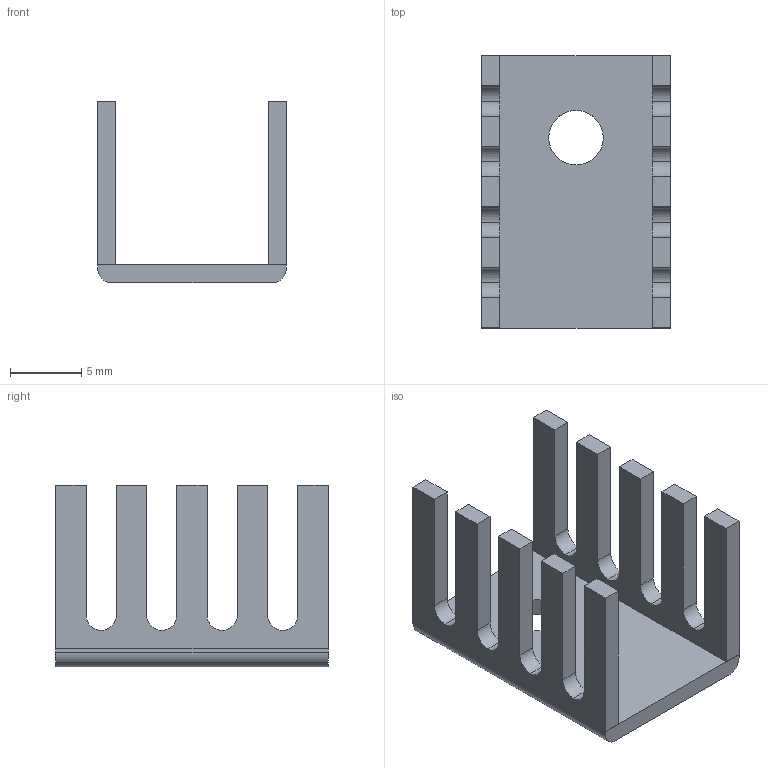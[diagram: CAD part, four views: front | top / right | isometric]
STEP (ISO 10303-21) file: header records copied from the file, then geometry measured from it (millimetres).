
FILE_DESCRIPTION((''),'2;1');
FILE_NAME('HSINK_AAVID-THERMALLOY_577202B00000G.stp','2009-09-16T11:34:19',(''),(''),'Mechanical Desktop 2006','Mechanical Desktop 2006',', , ');
FILE_SCHEMA(('AUTOMOTIVE_DESIGN { 1 2 10303 214 0 1 1 1 }'));
Length unit declared in the file: millimetre
Products named in the file (1): Product
Bounding box: 13.21 x 19.05 x 12.7 mm (x, y, z)
Volume: 637.5 mm3; surface area: 1448.3 mm2
Topology: 3 solids, 3 shells, 64 faces, 174 edges, 116 vertices
Faces by surface type: plane 42, cylinder 22
Entity records: 2069 total; most frequent: CARTESIAN_POINT 355, DIRECTION 348, ORIENTED_EDGE 348, EDGE_CURVE 174, VECTOR 130, LINE 130, VERTEX_POINT 116, AXIS2_PLACEMENT_3D 109
